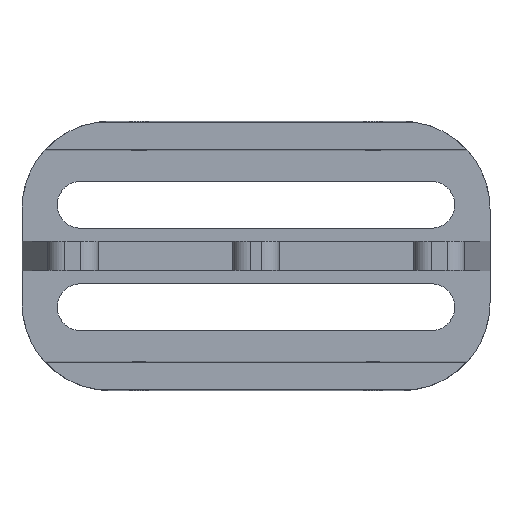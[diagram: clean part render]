
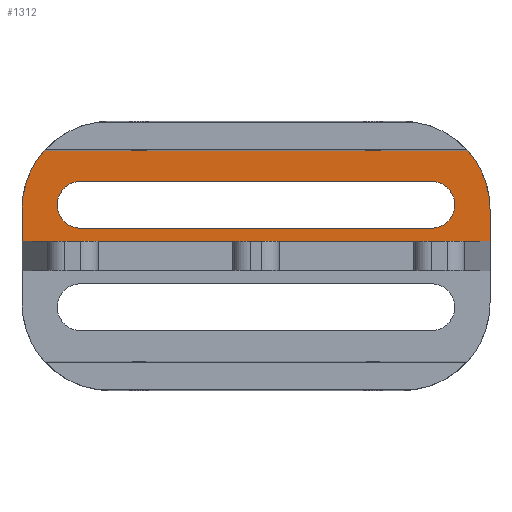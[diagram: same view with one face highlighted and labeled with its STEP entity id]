
A CAD part, top view. The second image highlights one B-rep face of the part: STEP entity #1312.
In plain terms, the highlighted planar face has unit normal (0, 0, 1).
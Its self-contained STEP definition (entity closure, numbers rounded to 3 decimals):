
#134=CARTESIAN_POINT('',(-25.,8.,3.));
#135=DIRECTION('',(0.,0.,1.));
#136=DIRECTION('',(-0.745,0.667,0.));
#137=AXIS2_PLACEMENT_3D('',#134,#135,#136);
#139=CARTESIAN_POINT('',(25.,8.,3.));
#140=DIRECTION('',(0.,0.,1.));
#141=DIRECTION('',(1.,0.,0.));
#142=AXIS2_PLACEMENT_3D('',#139,#140,#141);
#144=CARTESIAN_POINT('',(-30.,8.75,3.));
#145=DIRECTION('',(0.,0.,-1.));
#146=DIRECTION('',(0.,-1.,0.));
#147=AXIS2_PLACEMENT_3D('',#144,#145,#146);
#149=CARTESIAN_POINT('',(30.,8.75,3.));
#150=DIRECTION('',(0.,0.,-1.));
#151=DIRECTION('',(0.,1.,0.));
#152=AXIS2_PLACEMENT_3D('',#149,#150,#151);
#164=DIRECTION('',(1.,0.,0.));
#165=VECTOR('',#164,72.361);
#166=CARTESIAN_POINT('',(-36.18,18.,3.));
#167=LINE('',#166,#165);
#226=DIRECTION('',(0.,-1.,0.));
#227=VECTOR('',#226,5.5);
#228=CARTESIAN_POINT('',(40.,8.,3.));
#229=LINE('',#228,#227);
#354=DIRECTION('',(0.,1.,0.));
#355=VECTOR('',#354,5.5);
#356=CARTESIAN_POINT('',(-40.,2.5,3.));
#357=LINE('',#356,#355);
#702=DIRECTION('',(-1.,0.,0.));
#703=VECTOR('',#702,80.);
#704=CARTESIAN_POINT('',(40.,2.5,3.));
#705=LINE('',#704,#703);
#890=DIRECTION('',(-1.,0.,0.));
#891=VECTOR('',#890,60.);
#892=CARTESIAN_POINT('',(30.,12.75,3.));
#893=LINE('',#892,#891);
#906=DIRECTION('',(1.,0.,0.));
#907=VECTOR('',#906,60.);
#908=CARTESIAN_POINT('',(-30.,4.75,3.));
#909=LINE('',#908,#907);
#963=CARTESIAN_POINT('',(-40.,8.,3.));
#964=VERTEX_POINT('',#963);
#965=CARTESIAN_POINT('',(-36.18,18.,3.));
#966=VERTEX_POINT('',#965);
#970=CARTESIAN_POINT('',(36.18,18.,3.));
#971=VERTEX_POINT('',#970);
#972=CARTESIAN_POINT('',(-40.,2.5,3.));
#973=VERTEX_POINT('',#972);
#974=CARTESIAN_POINT('',(40.,2.5,3.));
#975=VERTEX_POINT('',#974);
#976=CARTESIAN_POINT('',(40.,8.,3.));
#977=VERTEX_POINT('',#976);
#978=CARTESIAN_POINT('',(30.,12.75,3.));
#979=CARTESIAN_POINT('',(-30.,12.75,3.));
#980=VERTEX_POINT('',#978);
#981=VERTEX_POINT('',#979);
#982=CARTESIAN_POINT('',(30.,4.75,3.));
#983=VERTEX_POINT('',#982);
#984=CARTESIAN_POINT('',(-30.,4.75,3.));
#985=VERTEX_POINT('',#984);
#1285=CARTESIAN_POINT('',(0.,0.,3.));
#1286=DIRECTION('',(0.,0.,1.));
#1287=DIRECTION('',(1.,0.,0.));
#1288=AXIS2_PLACEMENT_3D('',#1285,#1286,#1287);
#1289=PLANE('',#1288);
#1290=ORIENTED_EDGE('',*,*,#1240,.F.);
#1292=ORIENTED_EDGE('',*,*,#1291,.T.);
#1293=ORIENTED_EDGE('',*,*,#1270,.F.);
#1295=ORIENTED_EDGE('',*,*,#1294,.T.);
#1297=ORIENTED_EDGE('',*,*,#1296,.T.);
#1299=ORIENTED_EDGE('',*,*,#1298,.T.);
#1300=EDGE_LOOP('',(#1290,#1292,#1293,#1295,#1297,#1299));
#1301=FACE_OUTER_BOUND('',#1300,.F.);
#1303=ORIENTED_EDGE('',*,*,#1302,.T.);
#1305=ORIENTED_EDGE('',*,*,#1304,.F.);
#1307=ORIENTED_EDGE('',*,*,#1306,.T.);
#1309=ORIENTED_EDGE('',*,*,#1308,.F.);
#1310=EDGE_LOOP('',(#1303,#1305,#1307,#1309));
#1311=FACE_BOUND('',#1310,.F.);
#1312=ADVANCED_FACE('',(#1301,#1311),#1289,.T.);
#138=CIRCLE('',#137,15.);
#143=CIRCLE('',#142,15.);
#148=CIRCLE('',#147,4.);
#153=CIRCLE('',#152,4.);
#1240=EDGE_CURVE('',#966,#964,#138,.T.);
#1270=EDGE_CURVE('',#977,#971,#143,.T.);
#1291=EDGE_CURVE('',#966,#971,#167,.T.);
#1294=EDGE_CURVE('',#977,#975,#229,.T.);
#1296=EDGE_CURVE('',#975,#973,#705,.T.);
#1298=EDGE_CURVE('',#973,#964,#357,.T.);
#1302=EDGE_CURVE('',#980,#981,#893,.T.);
#1304=EDGE_CURVE('',#985,#981,#148,.T.);
#1306=EDGE_CURVE('',#985,#983,#909,.T.);
#1308=EDGE_CURVE('',#980,#983,#153,.T.);
